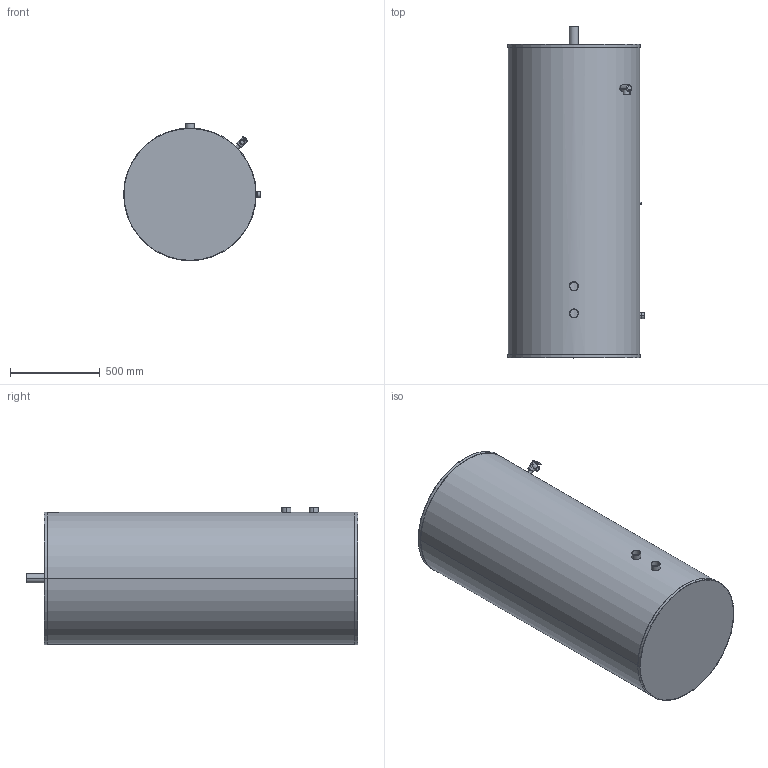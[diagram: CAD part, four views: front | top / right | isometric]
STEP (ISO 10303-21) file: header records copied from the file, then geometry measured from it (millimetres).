
FILE_DESCRIPTION (( 'STEP AP203' ), '1' );
FILE_NAME ('ST120-NC.STEP', '2023-11-09T03:39:13', ( '' ), ( '' ), 'SwSTEP 2.0', 'SolidWorks 2020', '' );
FILE_SCHEMA (( 'CONFIG_CONTROL_DESIGN' ));
Length unit declared in the file: inch
Products named in the file (1): ST120-NC
Bounding box: 764.54 x 1854.2 x 768.35 mm (x, y, z)
Volume: 295872856.8 mm3; surface area: 15637222.2 mm2
Topology: 14 solids, 14 shells, 138 faces, 320 edges, 203 vertices
Faces by surface type: cylinder 80, plane 32, torus 14, sphere 12
Entity records: 5853 total; most frequent: CARTESIAN_POINT 2556, DIRECTION 696, ORIENTED_EDGE 640, EDGE_CURVE 320, AXIS2_PLACEMENT_3D 297, VERTEX_POINT 203, EDGE_LOOP 171, CIRCLE 158
